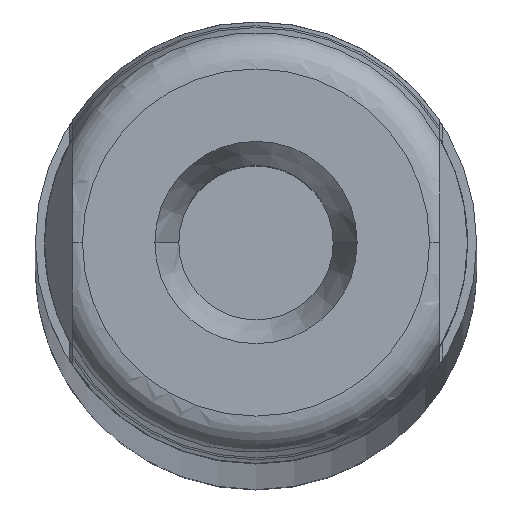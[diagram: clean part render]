
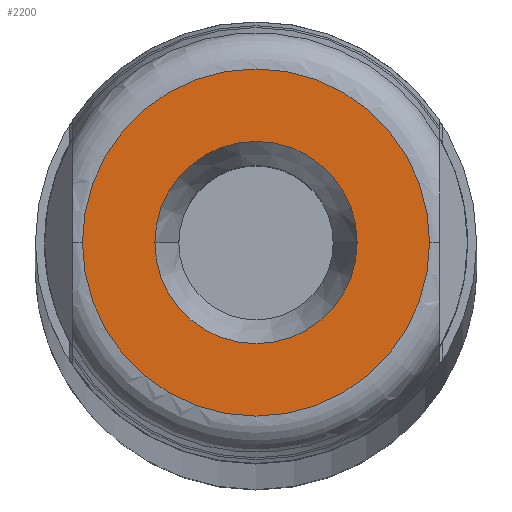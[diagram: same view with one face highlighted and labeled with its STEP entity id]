
A CAD part, top view. The second image highlights one B-rep face of the part: STEP entity #2200.
In plain terms, the highlighted planar face has unit normal (0, 0, 1).
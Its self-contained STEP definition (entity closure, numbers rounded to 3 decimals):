
#41 = CARTESIAN_POINT ( 'NONE',  ( 0., 0., 0. ) ) ;
#52 = ORIENTED_EDGE ( 'NONE', *, *, #2443, .T. ) ;
#105 = CIRCLE ( 'NONE', #2116, 4.72 ) ;
#209 = EDGE_LOOP ( 'NONE', ( #1198, #52 ) ) ;
#272 = CARTESIAN_POINT ( 'NONE',  ( 2.75, 0., 0. ) ) ;
#370 = EDGE_CURVE ( 'NONE', #1430, #2411, #704, .T. ) ;
#465 = AXIS2_PLACEMENT_3D ( 'NONE', #2669, #2172, #1788 ) ;
#467 = DIRECTION ( 'NONE',  ( 1., 0., 0. ) ) ;
#510 = CARTESIAN_POINT ( 'NONE',  ( 0., 0., 0. ) ) ;
#658 = ORIENTED_EDGE ( 'NONE', *, *, #1108, .F. ) ;
#703 = CIRCLE ( 'NONE', #2574, 4.72 ) ;
#704 = CIRCLE ( 'NONE', #465, 2.75 ) ;
#827 = VERTEX_POINT ( 'NONE', #2771 ) ;
#841 = DIRECTION ( 'NONE',  ( 1., 0., 0. ) ) ;
#951 = FACE_OUTER_BOUND ( 'NONE', #209, .T. ) ;
#963 = DIRECTION ( 'NONE',  ( 0., 0., 1. ) ) ;
#1019 = VERTEX_POINT ( 'NONE', #1966 ) ;
#1101 = CARTESIAN_POINT ( 'NONE',  ( -2.75, 0., 0. ) ) ;
#1108 = EDGE_CURVE ( 'NONE', #2411, #1430, #2459, .T. ) ;
#1165 = EDGE_LOOP ( 'NONE', ( #2155, #658 ) ) ;
#1175 = FACE_BOUND ( 'NONE', #1165, .T. ) ;
#1187 = CARTESIAN_POINT ( 'NONE',  ( 0., 0., 0. ) ) ;
#1198 = ORIENTED_EDGE ( 'NONE', *, *, #2518, .T. ) ;
#1408 = PLANE ( 'NONE',  #2257 ) ;
#1430 = VERTEX_POINT ( 'NONE', #272 ) ;
#1788 = DIRECTION ( 'NONE',  ( 1., 0., 0. ) ) ;
#1857 = AXIS2_PLACEMENT_3D ( 'NONE', #41, #2447, #2034 ) ;
#1868 = DIRECTION ( 'NONE',  ( -1., 0., 0. ) ) ;
#1965 = CARTESIAN_POINT ( 'NONE',  ( 0., 0., 0. ) ) ;
#1966 = CARTESIAN_POINT ( 'NONE',  ( -4.72, 0., 0. ) ) ;
#2034 = DIRECTION ( 'NONE',  ( 1., 0., 0. ) ) ;
#2080 = DIRECTION ( 'NONE',  ( 0., 0., -1. ) ) ;
#2116 = AXIS2_PLACEMENT_3D ( 'NONE', #510, #963, #467 ) ;
#2155 = ORIENTED_EDGE ( 'NONE', *, *, #370, .F. ) ;
#2172 = DIRECTION ( 'NONE',  ( 0., 0., 1. ) ) ;
#2200 = ADVANCED_FACE ( 'NONE', ( #1175, #951 ), #1408, .F. ) ;
#2257 = AXIS2_PLACEMENT_3D ( 'NONE', #1187, #2080, #1868 ) ;
#2411 = VERTEX_POINT ( 'NONE', #1101 ) ;
#2443 = EDGE_CURVE ( 'NONE', #1019, #827, #703, .T. ) ;
#2447 = DIRECTION ( 'NONE',  ( 0., 0., 1. ) ) ;
#2459 = CIRCLE ( 'NONE', #1857, 2.75 ) ;
#2518 = EDGE_CURVE ( 'NONE', #827, #1019, #105, .T. ) ;
#2574 = AXIS2_PLACEMENT_3D ( 'NONE', #1965, #2854, #841 ) ;
#2669 = CARTESIAN_POINT ( 'NONE',  ( 0., 0., 0. ) ) ;
#2771 = CARTESIAN_POINT ( 'NONE',  ( 4.72, 0., 0. ) ) ;
#2854 = DIRECTION ( 'NONE',  ( 0., 0., 1. ) ) ;
